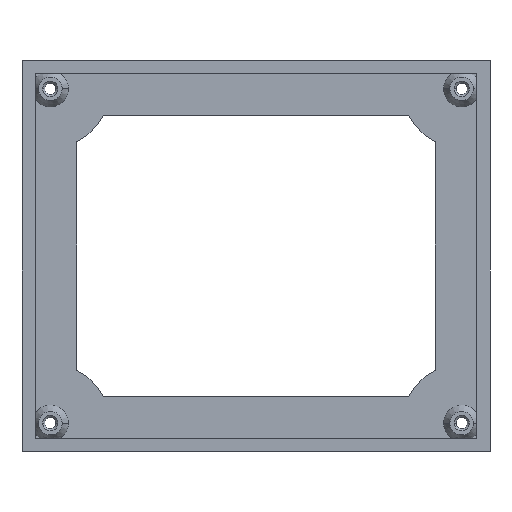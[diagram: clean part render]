
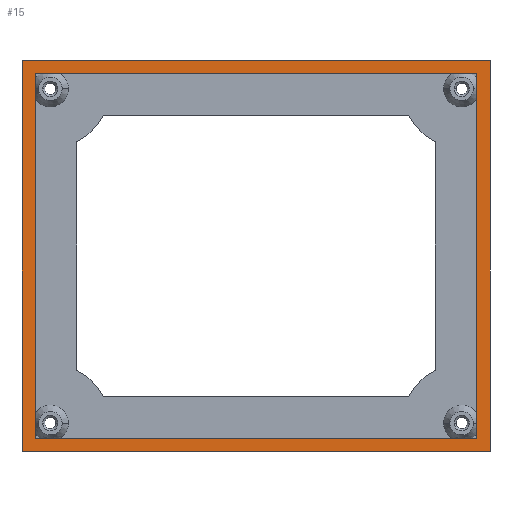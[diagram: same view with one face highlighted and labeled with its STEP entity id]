
A CAD part, top view. The second image highlights one B-rep face of the part: STEP entity #15.
In plain terms, the highlighted planar face has unit normal (0, 0, 1).
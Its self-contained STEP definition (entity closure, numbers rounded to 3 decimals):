
#15 = ADVANCED_FACE ( 'NONE', ( #1058, #1644 ), #169, .T. ) ;
#29 = CARTESIAN_POINT ( 'NONE',  ( 45.5, 38., 5. ) ) ;
#45 = CARTESIAN_POINT ( 'NONE',  ( 42.9, -35.4, 5. ) ) ;
#64 = EDGE_CURVE ( 'NONE', #804, #659, #153, .T. ) ;
#153 = LINE ( 'NONE', #1930, #1728 ) ;
#169 = PLANE ( 'NONE',  #899 ) ;
#315 = DIRECTION ( 'NONE',  ( 1., 0., 0. ) ) ;
#337 = VERTEX_POINT ( 'NONE', #1172 ) ;
#414 = CARTESIAN_POINT ( 'NONE',  ( -45.5, 38., 5. ) ) ;
#442 = VERTEX_POINT ( 'NONE', #1217 ) ;
#472 = DIRECTION ( 'NONE',  ( -1., 0., 0. ) ) ;
#571 = VECTOR ( 'NONE', #1186, 1000. ) ;
#594 = DIRECTION ( 'NONE',  ( 0., -1., 0. ) ) ;
#611 = DIRECTION ( 'NONE',  ( 1., 0., 0. ) ) ;
#659 = VERTEX_POINT ( 'NONE', #1110 ) ;
#704 = VECTOR ( 'NONE', #994, 1000. ) ;
#746 = EDGE_LOOP ( 'NONE', ( #1913, #1424, #1814, #937 ) ) ;
#780 = DIRECTION ( 'NONE',  ( -1., 0., 0. ) ) ;
#804 = VERTEX_POINT ( 'NONE', #846 ) ;
#846 = CARTESIAN_POINT ( 'NONE',  ( -42.9, 35.4, 5. ) ) ;
#899 = AXIS2_PLACEMENT_3D ( 'NONE', #1484, #1774, #611 ) ;
#937 = ORIENTED_EDGE ( 'NONE', *, *, #1097, .F. ) ;
#946 = EDGE_CURVE ( 'NONE', #659, #1722, #1628, .T. ) ;
#972 = CARTESIAN_POINT ( 'NONE',  ( -45.5, 38., 5. ) ) ;
#979 = ORIENTED_EDGE ( 'NONE', *, *, #1405, .T. ) ;
#994 = DIRECTION ( 'NONE',  ( 0., 1., 0. ) ) ;
#1003 = DIRECTION ( 'NONE',  ( 0., -1., 0. ) ) ;
#1046 = VECTOR ( 'NONE', #1003, 1000. ) ;
#1058 = FACE_OUTER_BOUND ( 'NONE', #1693, .T. ) ;
#1097 = EDGE_CURVE ( 'NONE', #1722, #1170, #1377, .T. ) ;
#1110 = CARTESIAN_POINT ( 'NONE',  ( -42.9, -35.4, 5. ) ) ;
#1167 = LINE ( 'NONE', #1602, #704 ) ;
#1170 = VERTEX_POINT ( 'NONE', #1416 ) ;
#1172 = CARTESIAN_POINT ( 'NONE',  ( -45.5, -38., 5. ) ) ;
#1186 = DIRECTION ( 'NONE',  ( 1., 0., 0. ) ) ;
#1214 = CARTESIAN_POINT ( 'NONE',  ( 42.9, 35.4, 5. ) ) ;
#1217 = CARTESIAN_POINT ( 'NONE',  ( 45.5, -38., 5. ) ) ;
#1224 = CARTESIAN_POINT ( 'NONE',  ( -45.5, -38., 5. ) ) ;
#1230 = DIRECTION ( 'NONE',  ( 0., 1., 0. ) ) ;
#1236 = LINE ( 'NONE', #1214, #1551 ) ;
#1241 = VERTEX_POINT ( 'NONE', #972 ) ;
#1331 = ORIENTED_EDGE ( 'NONE', *, *, #1764, .T. ) ;
#1339 = VERTEX_POINT ( 'NONE', #1406 ) ;
#1347 = VECTOR ( 'NONE', #315, 1000. ) ;
#1348 = LINE ( 'NONE', #29, #1873 ) ;
#1377 = LINE ( 'NONE', #45, #1925 ) ;
#1405 = EDGE_CURVE ( 'NONE', #1241, #337, #1590, .T. ) ;
#1406 = CARTESIAN_POINT ( 'NONE',  ( 45.5, 38., 5. ) ) ;
#1416 = CARTESIAN_POINT ( 'NONE',  ( 42.9, 35.4, 5. ) ) ;
#1417 = EDGE_CURVE ( 'NONE', #442, #1339, #1167, .T. ) ;
#1424 = ORIENTED_EDGE ( 'NONE', *, *, #64, .F. ) ;
#1476 = CARTESIAN_POINT ( 'NONE',  ( -42.9, -35.4, 5. ) ) ;
#1484 = CARTESIAN_POINT ( 'NONE',  ( 0., 0., 5. ) ) ;
#1551 = VECTOR ( 'NONE', #472, 1000. ) ;
#1567 = ORIENTED_EDGE ( 'NONE', *, *, #1417, .T. ) ;
#1590 = LINE ( 'NONE', #414, #1046 ) ;
#1602 = CARTESIAN_POINT ( 'NONE',  ( 45.5, -38., 5. ) ) ;
#1628 = LINE ( 'NONE', #1476, #571 ) ;
#1644 = FACE_BOUND ( 'NONE', #746, .T. ) ;
#1693 = EDGE_LOOP ( 'NONE', ( #979, #1331, #1567, #1903 ) ) ;
#1722 = VERTEX_POINT ( 'NONE', #1849 ) ;
#1728 = VECTOR ( 'NONE', #594, 1000. ) ;
#1764 = EDGE_CURVE ( 'NONE', #337, #442, #1801, .T. ) ;
#1767 = EDGE_CURVE ( 'NONE', #1170, #804, #1236, .T. ) ;
#1774 = DIRECTION ( 'NONE',  ( 0., 0., 1. ) ) ;
#1777 = EDGE_CURVE ( 'NONE', #1339, #1241, #1348, .T. ) ;
#1801 = LINE ( 'NONE', #1224, #1347 ) ;
#1814 = ORIENTED_EDGE ( 'NONE', *, *, #1767, .F. ) ;
#1849 = CARTESIAN_POINT ( 'NONE',  ( 42.9, -35.4, 5. ) ) ;
#1873 = VECTOR ( 'NONE', #780, 1000. ) ;
#1903 = ORIENTED_EDGE ( 'NONE', *, *, #1777, .T. ) ;
#1913 = ORIENTED_EDGE ( 'NONE', *, *, #946, .F. ) ;
#1925 = VECTOR ( 'NONE', #1230, 1000. ) ;
#1930 = CARTESIAN_POINT ( 'NONE',  ( -42.9, 35.4, 5. ) ) ;
